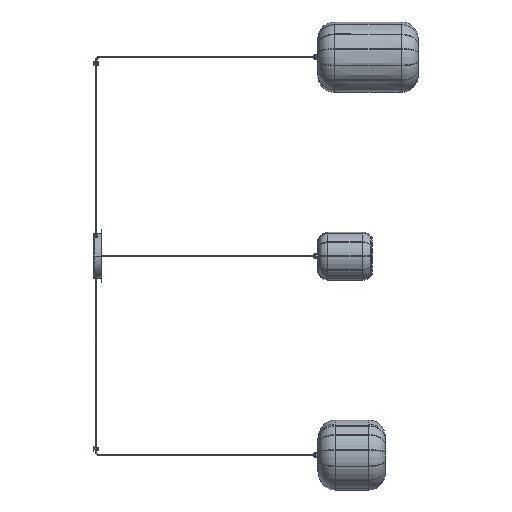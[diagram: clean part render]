
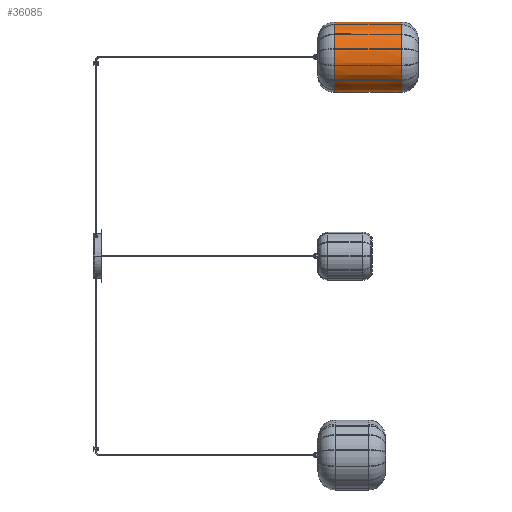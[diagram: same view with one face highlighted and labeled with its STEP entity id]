
A CAD part, left-side view. The second image highlights one B-rep face of the part: STEP entity #36085.
In plain terms, the highlighted conical face has half-angle 0 degrees and reference radius 158.235 mm.
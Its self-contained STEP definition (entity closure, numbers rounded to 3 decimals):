
#127 = CARTESIAN_POINT ( 'NONE',  ( 0., 150.116, 0. ) ) ;
#473 = CARTESIAN_POINT ( 'NONE',  ( 0., -150., 158.235 ) ) ;
#1534 = DIRECTION ( 'NONE',  ( 0., -1., 0. ) ) ;
#4208 = FACE_OUTER_BOUND ( 'NONE', #53270, .T. ) ;
#4990 = DIRECTION ( 'NONE',  ( 0., 1., 0. ) ) ;
#5581 = CARTESIAN_POINT ( 'NONE',  ( 0., -150., 0. ) ) ;
#7997 = ORIENTED_EDGE ( 'NONE', *, *, #16913, .F. ) ;
#9604 = CARTESIAN_POINT ( 'NONE',  ( 0., 150.116, -158.235 ) ) ;
#9973 = ORIENTED_EDGE ( 'NONE', *, *, #32190, .T. ) ;
#12698 = DIRECTION ( 'NONE',  ( 0., 1., 0. ) ) ;
#13819 = AXIS2_PLACEMENT_3D ( 'NONE', #127, #12698, #40504 ) ;
#15701 = ORIENTED_EDGE ( 'NONE', *, *, #32018, .T. ) ;
#16913 = EDGE_CURVE ( 'NONE', #33966, #35075, #48903, .T. ) ;
#19575 = ORIENTED_EDGE ( 'NONE', *, *, #31436, .F. ) ;
#20319 = AXIS2_PLACEMENT_3D ( 'NONE', #5581, #4990, #23442 ) ;
#22281 = AXIS2_PLACEMENT_3D ( 'NONE', #49012, #22372, #27334 ) ;
#22372 = DIRECTION ( 'NONE',  ( 0., -1., 0. ) ) ;
#23440 = CARTESIAN_POINT ( 'NONE',  ( 0., -150., -158.235 ) ) ;
#23442 = DIRECTION ( 'NONE',  ( 0., 0., 1. ) ) ;
#27334 = DIRECTION ( 'NONE',  ( 0., 0., -1. ) ) ;
#30091 = CARTESIAN_POINT ( 'NONE',  ( 0., 150.116, 158.235 ) ) ;
#30150 = DIRECTION ( 'NONE',  ( 0., -1., 0. ) ) ;
#31436 = EDGE_CURVE ( 'NONE', #35075, #35635, #45561, .T. ) ;
#32018 = EDGE_CURVE ( 'NONE', #33966, #33570, #49333, .T. ) ;
#32190 = EDGE_CURVE ( 'NONE', #33570, #35635, #37252, .T. ) ;
#32853 = CARTESIAN_POINT ( 'NONE',  ( 0., -150., 158.235 ) ) ;
#33570 = VERTEX_POINT ( 'NONE', #30091 ) ;
#33966 = VERTEX_POINT ( 'NONE', #9604 ) ;
#35075 = VERTEX_POINT ( 'NONE', #23440 ) ;
#35635 = VERTEX_POINT ( 'NONE', #473 ) ;
#36085 = ADVANCED_FACE ( 'NONE', ( #4208 ), #44721, .F. ) ;
#37252 = LINE ( 'NONE', #32853, #40009 ) ;
#40009 = VECTOR ( 'NONE', #1534, 1000. ) ;
#40504 = DIRECTION ( 'NONE',  ( 0., 0., 1. ) ) ;
#44495 = CARTESIAN_POINT ( 'NONE',  ( 0., -150., -158.235 ) ) ;
#44721 = CONICAL_SURFACE ( 'NONE', #22281, 158.235, 0. ) ;
#45561 = CIRCLE ( 'NONE', #20319, 158.235 ) ;
#48903 = LINE ( 'NONE', #44495, #54293 ) ;
#49012 = CARTESIAN_POINT ( 'NONE',  ( 0., -150., 0. ) ) ;
#49333 = CIRCLE ( 'NONE', #13819, 158.235 ) ;
#53270 = EDGE_LOOP ( 'NONE', ( #15701, #9973, #19575, #7997 ) ) ;
#54293 = VECTOR ( 'NONE', #30150, 1000. ) ;
